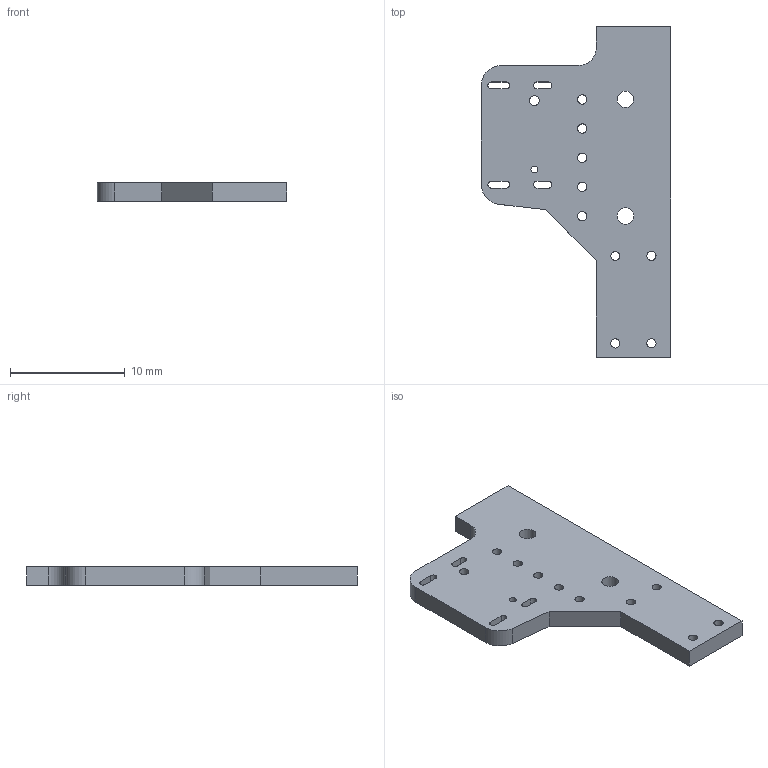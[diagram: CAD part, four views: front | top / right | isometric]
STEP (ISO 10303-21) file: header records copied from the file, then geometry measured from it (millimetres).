
FILE_DESCRIPTION(('KiCad electronic assembly'),'2;1');
FILE_NAME('J17-Markwardt-rounded.step','2022-04-29T17:49:30',('Pcbnew'), ('Kicad'),'Open CASCADE STEP processor 7.6','KiCad to STEP converter', 'Unknown');
FILE_SCHEMA(('AUTOMOTIVE_DESIGN { 1 0 10303 214 1 1 1 1 }'));
Length unit declared in the file: millimetre
Products named in the file (2): J17-Markwardt-rounded 1; J17-Markwardt-rounded PCB
Assembly tree (1 placements, depth 2):
  J17-Markwardt-rounded 1
    J17-Markwardt-rounded PCB
Bounding box: 16.5 x 28.82 x 1.6 mm (x, y, z)
Volume: 491.8 mm3; surface area: 836.6 mm2
Topology: 1 solids, 1 shells, 43 faces, 123 edges, 82 vertices
Faces by surface type: cylinder 24, plane 19
Full cylindrical faces by diameter (mm): 0.6 x1, 0.8 x4, 0.813 x5, 0.85 x1, 1.448 x2
Entity records: 3139 total; most frequent: DIRECTION 507, CARTESIAN_POINT 496, LINE 273, VECTOR 273, ORIENTED_EDGE 246, PCURVE 246, DEFINITIONAL_REPRESENTATION 246, EDGE_CURVE 123
